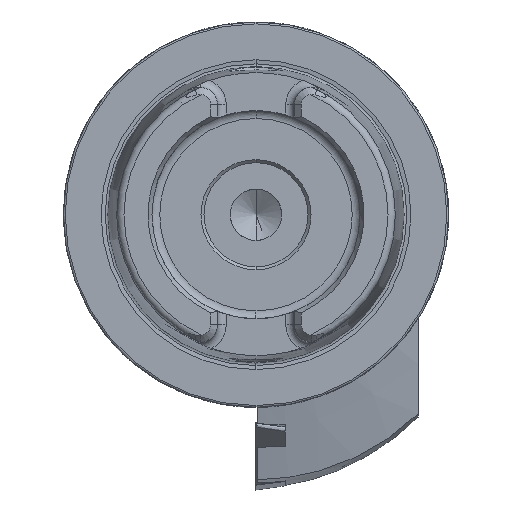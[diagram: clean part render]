
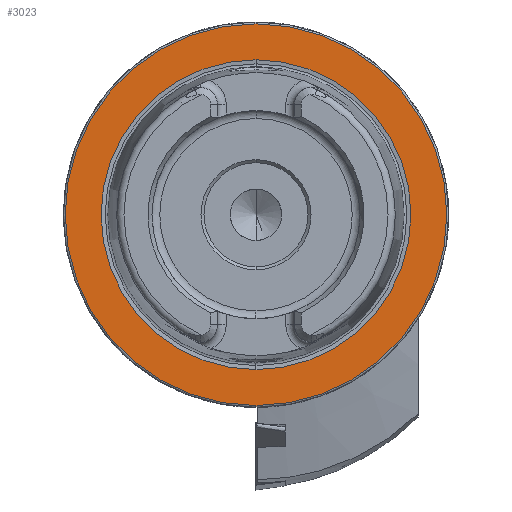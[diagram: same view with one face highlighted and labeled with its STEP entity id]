
A CAD part, left-side view. The second image highlights one B-rep face of the part: STEP entity #3023.
In plain terms, the highlighted planar face has unit normal (-1, 0, 0).
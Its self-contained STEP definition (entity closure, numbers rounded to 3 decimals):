
#575 = CARTESIAN_POINT ( 'NONE',  ( 0., 0., 25.324 ) ) ;
#1408 = CARTESIAN_POINT ( 'NONE',  ( 0., 0., -25.324 ) ) ;
#1440 = AXIS2_PLACEMENT_3D ( 'NONE', #4807, #10864, #4851 ) ;
#1464 = DIRECTION ( 'NONE',  ( 0., 0., 1. ) ) ;
#1809 = EDGE_LOOP ( 'NONE', ( #10779, #2795 ) ) ;
#1840 = CIRCLE ( 'NONE', #6736, 31.2 ) ;
#1938 = FACE_BOUND ( 'NONE', #12938, .T. ) ;
#2795 = ORIENTED_EDGE ( 'NONE', *, *, #5445, .T. ) ;
#2985 = AXIS2_PLACEMENT_3D ( 'NONE', #4127, #11068, #4086 ) ;
#3023 = ADVANCED_FACE ( 'NONE', ( #1938, #12305 ), #6107, .F. ) ;
#3133 = DIRECTION ( 'NONE',  ( 0., 0., 1. ) ) ;
#3158 = ORIENTED_EDGE ( 'NONE', *, *, #6439, .F. ) ;
#3355 = VERTEX_POINT ( 'NONE', #575 ) ;
#3674 = VERTEX_POINT ( 'NONE', #1408 ) ;
#4086 = DIRECTION ( 'NONE',  ( 0., 0., -1. ) ) ;
#4127 = CARTESIAN_POINT ( 'NONE',  ( 0., 31.2, 0. ) ) ;
#4225 = CARTESIAN_POINT ( 'NONE',  ( 0., 0., 0. ) ) ;
#4266 = DIRECTION ( 'NONE',  ( 0., 0., 1. ) ) ;
#4306 = CARTESIAN_POINT ( 'NONE',  ( 0., 0., 31.2 ) ) ;
#4807 = CARTESIAN_POINT ( 'NONE',  ( 0., 0., 0. ) ) ;
#4851 = DIRECTION ( 'NONE',  ( 0., 0., 1. ) ) ;
#5445 = EDGE_CURVE ( 'NONE', #8849, #5950, #1840, .T. ) ;
#5909 = AXIS2_PLACEMENT_3D ( 'NONE', #4225, #12336, #4266 ) ;
#5950 = VERTEX_POINT ( 'NONE', #4306 ) ;
#5968 = EDGE_CURVE ( 'NONE', #5950, #8849, #10465, .T. ) ;
#6107 = PLANE ( 'NONE',  #2985 ) ;
#6439 = EDGE_CURVE ( 'NONE', #3674, #3355, #11714, .T. ) ;
#6736 = AXIS2_PLACEMENT_3D ( 'NONE', #8448, #9424, #1464 ) ;
#7130 = CARTESIAN_POINT ( 'NONE',  ( 0., 0., -31.2 ) ) ;
#7226 = DIRECTION ( 'NONE',  ( -1., 0., 0. ) ) ;
#8448 = CARTESIAN_POINT ( 'NONE',  ( 0., 0., 0. ) ) ;
#8849 = VERTEX_POINT ( 'NONE', #7130 ) ;
#9424 = DIRECTION ( 'NONE',  ( -1., 0., 0. ) ) ;
#9748 = AXIS2_PLACEMENT_3D ( 'NONE', #12265, #7226, #3133 ) ;
#9833 = EDGE_CURVE ( 'NONE', #3355, #3674, #10242, .T. ) ;
#10242 = CIRCLE ( 'NONE', #9748, 25.324 ) ;
#10465 = CIRCLE ( 'NONE', #5909, 31.2 ) ;
#10779 = ORIENTED_EDGE ( 'NONE', *, *, #5968, .T. ) ;
#10864 = DIRECTION ( 'NONE',  ( -1., 0., 0. ) ) ;
#11068 = DIRECTION ( 'NONE',  ( 1., 0., 0. ) ) ;
#11714 = CIRCLE ( 'NONE', #1440, 25.324 ) ;
#12160 = ORIENTED_EDGE ( 'NONE', *, *, #9833, .F. ) ;
#12265 = CARTESIAN_POINT ( 'NONE',  ( 0., 0., 0. ) ) ;
#12305 = FACE_OUTER_BOUND ( 'NONE', #1809, .T. ) ;
#12336 = DIRECTION ( 'NONE',  ( -1., 0., 0. ) ) ;
#12938 = EDGE_LOOP ( 'NONE', ( #12160, #3158 ) ) ;
